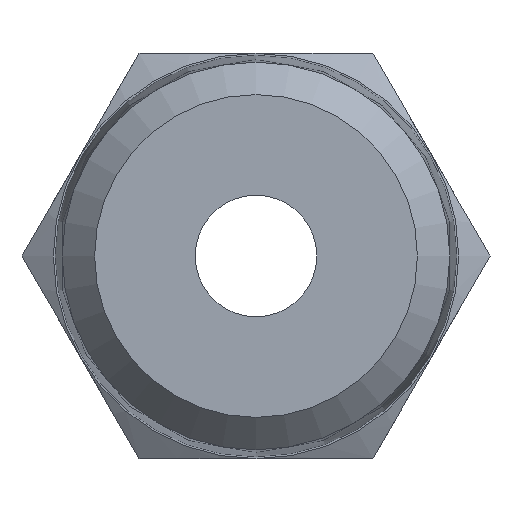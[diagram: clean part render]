
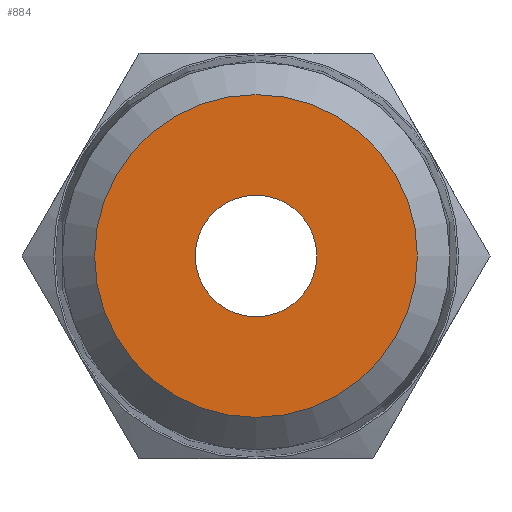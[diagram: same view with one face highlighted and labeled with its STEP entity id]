
A CAD part, front view. The second image highlights one B-rep face of the part: STEP entity #884.
In plain terms, the highlighted planar face has unit normal (0, -1, 0).
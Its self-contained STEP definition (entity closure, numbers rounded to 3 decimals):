
#149=ORIENTED_EDGE('',*,*,#295,.T.);
#150=ORIENTED_EDGE('',*,*,#296,.F.);
#295=EDGE_CURVE('',#365,#365,#401,.T.);
#296=EDGE_CURVE('',#366,#366,#402,.T.);
#365=VERTEX_POINT('',#1246);
#366=VERTEX_POINT('',#1248);
#401=CIRCLE('',#938,3.982);
#402=CIRCLE('',#939,1.5);
#436=EDGE_LOOP('',(#149));
#437=EDGE_LOOP('',(#150));
#498=FACE_BOUND('',#436,.T.);
#499=FACE_BOUND('',#437,.T.);
#558=PLANE('',#937);
#884=ADVANCED_FACE('',(#498,#499),#558,.T.);
#937=AXIS2_PLACEMENT_3D('',#1244,#1043,#1044);
#938=AXIS2_PLACEMENT_3D('',#1245,#1045,#1046);
#939=AXIS2_PLACEMENT_3D('',#1247,#1047,#1048);
#1043=DIRECTION('',(0.,-1.,0.));
#1044=DIRECTION('',(0.,0.,-1.));
#1045=DIRECTION('',(0.,-1.,0.));
#1046=DIRECTION('',(0.,0.,-1.));
#1047=DIRECTION('',(0.,-1.,0.));
#1048=DIRECTION('',(0.,0.,-1.));
#1244=CARTESIAN_POINT('',(0.,0.,0.));
#1245=CARTESIAN_POINT('',(0.,0.,0.));
#1246=CARTESIAN_POINT('',(0.,0.,-3.982));
#1247=CARTESIAN_POINT('',(0.,0.,0.));
#1248=CARTESIAN_POINT('',(0.,0.,-1.5));
